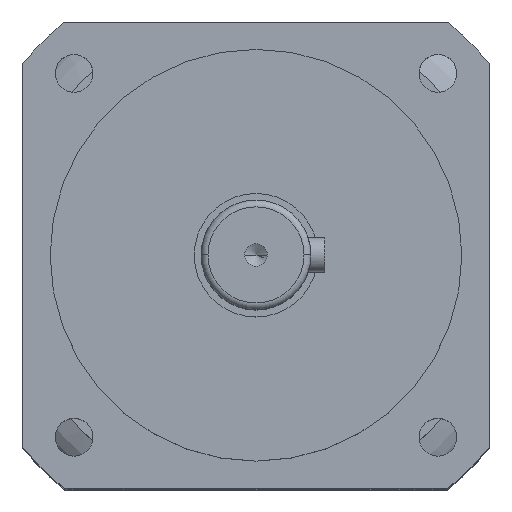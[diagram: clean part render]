
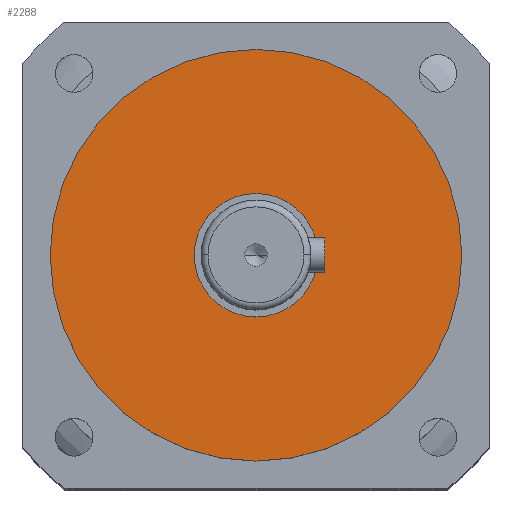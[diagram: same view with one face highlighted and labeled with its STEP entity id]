
A CAD part, top view. The second image highlights one B-rep face of the part: STEP entity #2288.
In plain terms, the highlighted planar face has unit normal (0, 0, 1).
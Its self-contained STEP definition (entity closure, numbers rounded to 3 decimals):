
#74 = DIRECTION ( 'NONE',  ( 0., 0., -1. ) ) ;
#96 = AXIS2_PLACEMENT_3D ( 'NONE', #7283, #3005, #8012 ) ;
#141 = CARTESIAN_POINT ( 'NONE',  ( 0., 0., -28. ) ) ;
#239 = CIRCLE ( 'NONE', #970, 30. ) ;
#610 = DIRECTION ( 'NONE',  ( -1., 0., 0. ) ) ;
#970 = AXIS2_PLACEMENT_3D ( 'NONE', #7430, #3169, #8175 ) ;
#1053 = CIRCLE ( 'NONE', #96, 9. ) ;
#1206 = VERTEX_POINT ( 'NONE', #4745 ) ;
#1837 = EDGE_LOOP ( 'NONE', ( #1906, #5858 ) ) ;
#1906 = ORIENTED_EDGE ( 'NONE', *, *, #7874, .T. ) ;
#1984 = EDGE_CURVE ( 'NONE', #1206, #8379, #8477, .T. ) ;
#2259 = ORIENTED_EDGE ( 'NONE', *, *, #5896, .F. ) ;
#2288 = ADVANCED_FACE ( 'NONE', ( #5244, #5050 ), #6522, .F. ) ;
#2380 = CARTESIAN_POINT ( 'NONE',  ( 9., 0., -28. ) ) ;
#2715 = ORIENTED_EDGE ( 'NONE', *, *, #1984, .F. ) ;
#2962 = EDGE_CURVE ( 'NONE', #6788, #3642, #8657, .T. ) ;
#3005 = DIRECTION ( 'NONE',  ( 0., 0., 1. ) ) ;
#3156 = CARTESIAN_POINT ( 'NONE',  ( 0., 0., -28. ) ) ;
#3169 = DIRECTION ( 'NONE',  ( 0., 0., 1. ) ) ;
#3328 = DIRECTION ( 'NONE',  ( 1., 0., 0. ) ) ;
#3642 = VERTEX_POINT ( 'NONE', #7686 ) ;
#4149 = EDGE_LOOP ( 'NONE', ( #2259, #2715 ) ) ;
#4605 = DIRECTION ( 'NONE',  ( 0., 0., 1. ) ) ;
#4745 = CARTESIAN_POINT ( 'NONE',  ( -9., 0., -28. ) ) ;
#4846 = AXIS2_PLACEMENT_3D ( 'NONE', #9272, #74, #610 ) ;
#4973 = DIRECTION ( 'NONE',  ( 1., 0., 0. ) ) ;
#5050 = FACE_OUTER_BOUND ( 'NONE', #1837, .T. ) ;
#5244 = FACE_BOUND ( 'NONE', #4149, .T. ) ;
#5665 = AXIS2_PLACEMENT_3D ( 'NONE', #141, #4605, #4973 ) ;
#5858 = ORIENTED_EDGE ( 'NONE', *, *, #2962, .T. ) ;
#5896 = EDGE_CURVE ( 'NONE', #8379, #1206, #1053, .T. ) ;
#6522 = PLANE ( 'NONE',  #4846 ) ;
#6773 = DIRECTION ( 'NONE',  ( 0., 0., 1. ) ) ;
#6788 = VERTEX_POINT ( 'NONE', #8987 ) ;
#7283 = CARTESIAN_POINT ( 'NONE',  ( 0., 0., -28. ) ) ;
#7430 = CARTESIAN_POINT ( 'NONE',  ( 0., 0., -28. ) ) ;
#7686 = CARTESIAN_POINT ( 'NONE',  ( 30., 0., -28. ) ) ;
#7874 = EDGE_CURVE ( 'NONE', #3642, #6788, #239, .T. ) ;
#8012 = DIRECTION ( 'NONE',  ( 1., 0., 0. ) ) ;
#8175 = DIRECTION ( 'NONE',  ( 1., 0., 0. ) ) ;
#8379 = VERTEX_POINT ( 'NONE', #2380 ) ;
#8429 = AXIS2_PLACEMENT_3D ( 'NONE', #3156, #6773, #3328 ) ;
#8477 = CIRCLE ( 'NONE', #8429, 9. ) ;
#8657 = CIRCLE ( 'NONE', #5665, 30. ) ;
#8987 = CARTESIAN_POINT ( 'NONE',  ( -30., 0., -28. ) ) ;
#9272 = CARTESIAN_POINT ( 'NONE',  ( 0., 30., -28. ) ) ;
